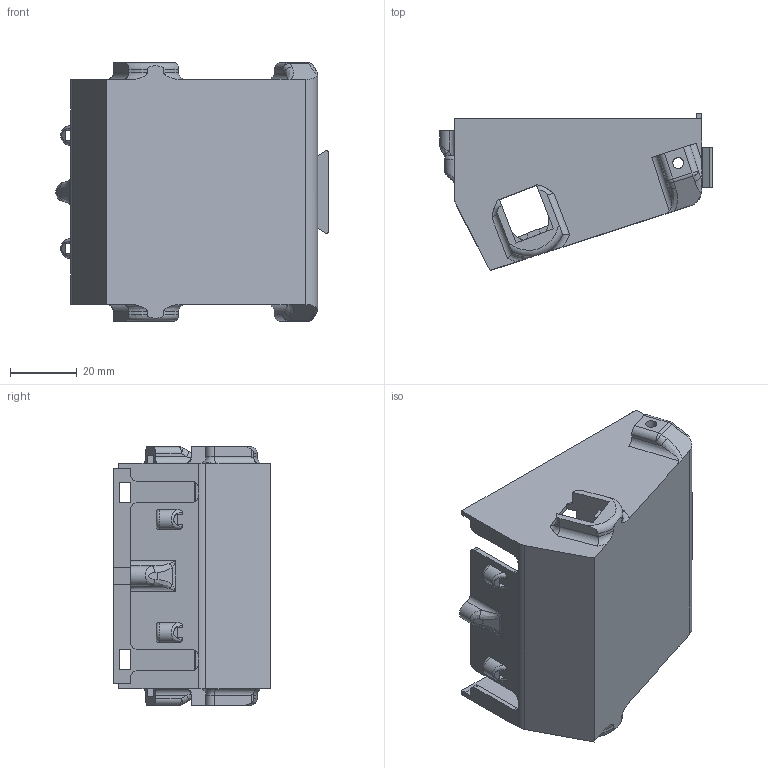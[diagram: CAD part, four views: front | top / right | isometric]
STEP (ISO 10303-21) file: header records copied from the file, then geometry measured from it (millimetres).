
FILE_DESCRIPTION(/* description */ (''),/* implementation_level */ '2;1');
FILE_NAME(/* name */ 'TTChassisV1.stp',/* time_stamp */ '2024-06-21T14:33:20-07:00',/* author */ ('sahuber'),/* organization */ (''),/* preprocessor_version */ 'ST-DEVELOPER v20',/* originating_system */ 'Autodesk Inventor 2024',/* authorisation */ '');
FILE_SCHEMA (('AUTOMOTIVE_DESIGN { 1 0 10303 214 3 1 1 }'));
Length unit declared in the file: millimetre
Products named in the file (1): TTChassisV1
Bounding box: 81.73 x 46.99 x 77.5 mm (x, y, z)
Volume: 52377.3 mm3; surface area: 30780.9 mm2
Topology: 1 solids, 1 shells, 260 faces, 720 edges, 464 vertices
Faces by surface type: plane 163, cylinder 70, torus 12, bspline 11, sphere 4
Full cylindrical faces by diameter (mm): 2.413 x3, 3.3 x4
Entity records: 8956 total; most frequent: CARTESIAN_POINT 2210, ORIENTED_EDGE 1436, DIRECTION 1337, EDGE_CURVE 718, LINE 491, VECTOR 491, VERTEX_POINT 464, AXIS2_PLACEMENT_3D 423
